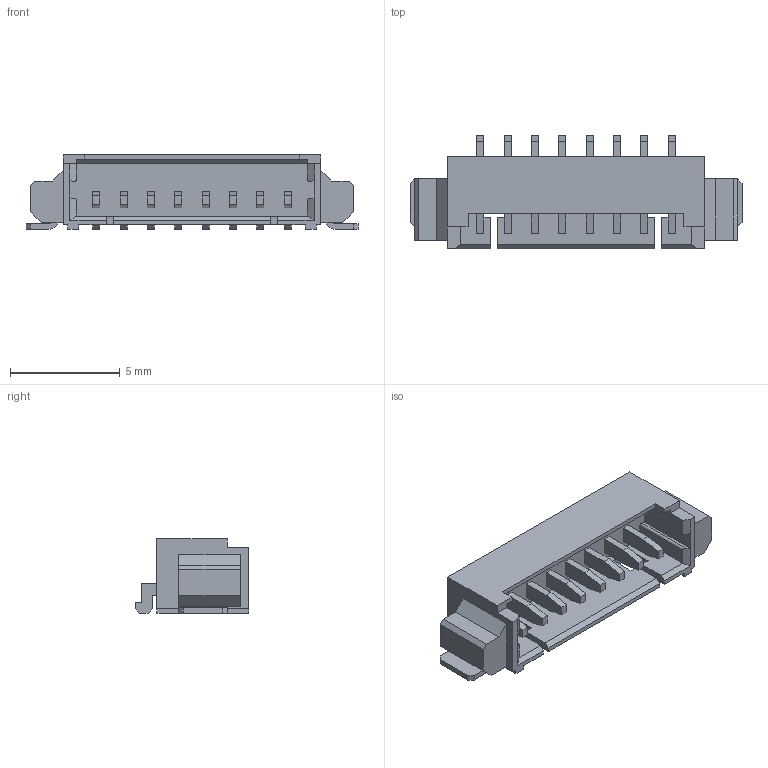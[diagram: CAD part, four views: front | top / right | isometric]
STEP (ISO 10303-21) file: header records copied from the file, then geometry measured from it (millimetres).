
FILE_DESCRIPTION(/* description */ (''),/* implementation_level */ '2;1');
FILE_NAME(/* name */ '532610871wbm000_03_214.stp',/* time_stamp */ '2023-11-21T08:38:17+05:00',/* author */ (''),/* organization */ (''),/* preprocessor_version */ 'ST-DEVELOPER v16.7',/* originating_system */ 'SIEMENS PLM Software NX 1919',/* authorisation */ '');
FILE_SCHEMA (('AUTOMOTIVE_DESIGN { 1 0 10303 214 3 1 1 1 }'));
Length unit declared in the file: millimetre
Products named in the file (1): 532610871wbm000_03
Bounding box: 15.15 x 5.2 x 3.4 mm (x, y, z)
Volume: 96.9 mm3; surface area: 341.4 mm2
Topology: 1 solids, 1 shells, 248 faces, 678 edges, 450 vertices
Faces by surface type: plane 240, cylinder 8
Entity records: 7714 total; most frequent: CARTESIAN_POINT 1377, ORIENTED_EDGE 1356, DIRECTION 1192, EDGE_CURVE 678, LINE 662, VECTOR 662, VERTEX_POINT 450, EDGE_LOOP 266
